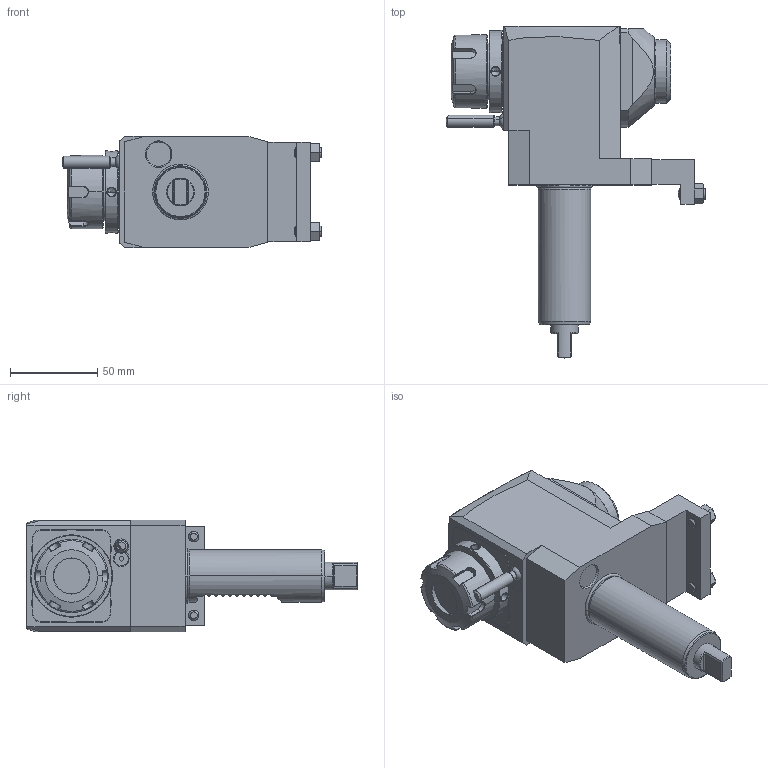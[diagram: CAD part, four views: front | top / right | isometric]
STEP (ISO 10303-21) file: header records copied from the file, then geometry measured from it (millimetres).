
FILE_DESCRIPTION((''),'2;1');
FILE_NAME('NGT1_30_225_25_3_2_65DMG','2025-07-03T',('vali'),('NOVA GRUP'),'PRO/ENGINEER BY PARAMETRIC TECHNOLOGY CORPORATION, 2010280','PRO/ENGINEER BY PARAMETRIC TECHNOLOGY CORPORATION, 2010280','');
FILE_SCHEMA(('CONFIG_CONTROL_DESIGN'));
Length unit declared in the file: millimetre
Products named in the file (1): NGT1_30_225_25_3_2_65DMG
Bounding box: 148.83 x 190 x 64 mm (x, y, z)
Volume: 566818.4 mm3; surface area: 59637.7 mm2
Topology: 1 solids, 1 shells, 419 faces, 1047 edges, 636 vertices
Faces by surface type: plane 181, cone 90, cylinder 76, bspline 54, torus 14, extrusion 2, sphere 2
Entity records: 18432 total; most frequent: CARTESIAN_POINT 9160, ORIENTED_EDGE 2054, DIRECTION 1670, EDGE_CURVE 1027, VERTEX_POINT 636, AXIS2_PLACEMENT_3D 588, VECTOR 494, LINE 492
